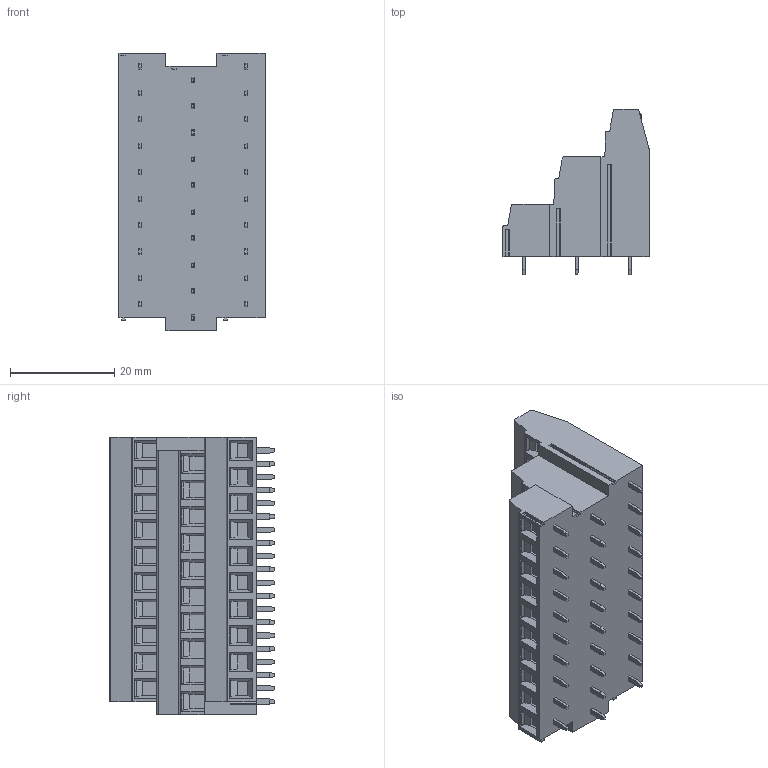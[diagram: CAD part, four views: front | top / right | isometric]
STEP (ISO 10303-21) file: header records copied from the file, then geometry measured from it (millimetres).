
FILE_DESCRIPTION((''),'2;1');
FILE_NAME('TL332VH3-XXP-XS','2025-01-17T',('yanfa'),(''),'PRO/ENGINEER BY PARAMETRIC TECHNOLOGY CORPORATION, 2009280','PRO/ENGINEER BY PARAMETRIC TECHNOLOGY CORPORATION, 2009280','');
FILE_SCHEMA(('AUTOMOTIVE_DESIGN_CC2 { 1 2 10303 214 -1 1 5 2 }'));
Length unit declared in the file: millimetre
Products named in the file (1): TL332VH3-XXP-XS
Bounding box: 28.1 x 31.7 x 53.34 mm (x, y, z)
Volume: 24431.3 mm3; surface area: 8432.3 mm2
Topology: 1 solids, 1 shells, 1299 faces, 3291 edges, 2086 vertices
Faces by surface type: plane 757, cylinder 328, cone 144, torus 60, sphere 10
Entity records: 39472 total; most frequent: CARTESIAN_POINT 7924, ORIENTED_EDGE 6582, DIRECTION 6499, EDGE_CURVE 3291, VECTOR 2281, LINE 2281, AXIS2_PLACEMENT_3D 2109, VERTEX_POINT 2086
